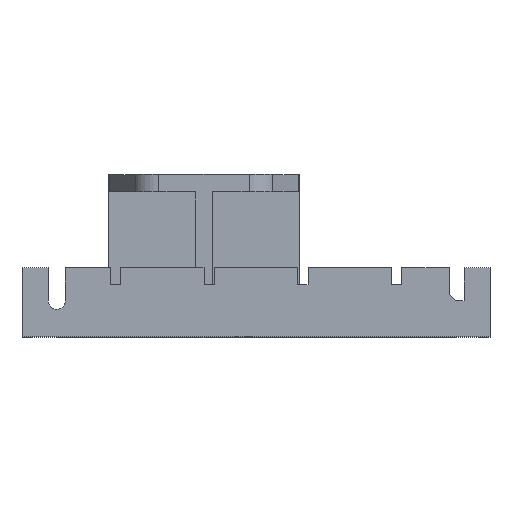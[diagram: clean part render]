
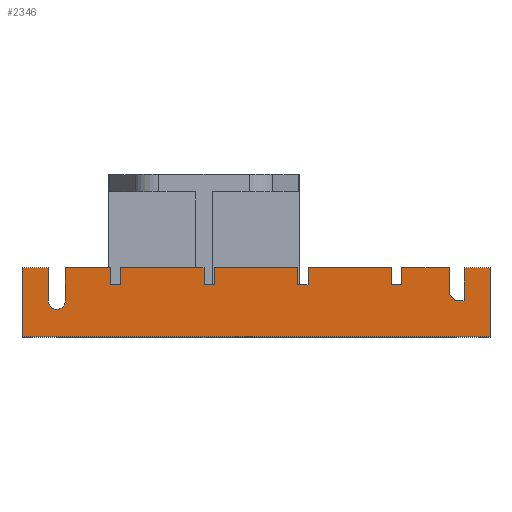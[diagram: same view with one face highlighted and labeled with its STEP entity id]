
A CAD part, top view. The second image highlights one B-rep face of the part: STEP entity #2346.
In plain terms, the highlighted planar face has unit normal (0, 0, 1).
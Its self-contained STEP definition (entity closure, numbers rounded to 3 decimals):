
#145=FACE_OUTER_BOUND('',#270,.T.);
#270=EDGE_LOOP('',(#1997,#1998,#1999,#2000,#2001,#2002,#2003,#2004,#2005,
#2006,#2007,#2008,#2009,#2010,#2011,#2012,#2013,#2014,#2015,#2016,#2017,
#2018,#2019,#2020,#2021,#2022,#2023,#2024,#2025));
#459=LINE('',#3514,#757);
#488=LINE('',#3572,#786);
#493=LINE('',#3582,#791);
#495=LINE('',#3588,#793);
#499=LINE('',#3594,#797);
#503=LINE('',#3603,#801);
#505=LINE('',#3609,#803);
#509=LINE('',#3615,#807);
#511=LINE('',#3621,#809);
#517=LINE('',#3633,#815);
#519=LINE('',#3636,#817);
#523=LINE('',#3645,#821);
#525=LINE('',#3651,#823);
#529=LINE('',#3657,#827);
#532=LINE('',#3663,#830);
#533=LINE('',#3666,#831);
#537=LINE('',#3672,#835);
#539=LINE('',#3675,#837);
#540=LINE('',#3677,#838);
#566=LINE('',#3795,#864);
#567=LINE('',#3797,#865);
#568=LINE('',#3799,#866);
#569=LINE('',#3801,#867);
#570=LINE('',#3803,#868);
#571=LINE('',#3805,#869);
#572=LINE('',#3807,#870);
#573=LINE('',#3809,#871);
#574=LINE('',#3810,#872);
#757=VECTOR('',#2860,10.);
#786=VECTOR('',#2903,10.);
#791=VECTOR('',#2910,10.);
#793=VECTOR('',#2914,10.);
#797=VECTOR('',#2920,10.);
#801=VECTOR('',#2926,10.);
#803=VECTOR('',#2930,10.);
#807=VECTOR('',#2936,10.);
#809=VECTOR('',#2940,10.);
#815=VECTOR('',#2948,10.);
#817=VECTOR('',#2952,10.);
#821=VECTOR('',#2958,10.);
#823=VECTOR('',#2962,10.);
#827=VECTOR('',#2968,10.);
#830=VECTOR('',#2973,10.);
#831=VECTOR('',#2976,10.);
#835=VECTOR('',#2982,10.);
#837=VECTOR('',#2986,10.);
#838=VECTOR('',#2989,10.);
#864=VECTOR('',#3047,10.);
#865=VECTOR('',#3050,10.);
#866=VECTOR('',#3053,10.);
#867=VECTOR('',#3056,10.);
#868=VECTOR('',#3057,10.);
#869=VECTOR('',#3058,10.);
#870=VECTOR('',#3059,10.);
#871=VECTOR('',#3060,10.);
#872=VECTOR('',#3061,10.);
#919=CIRCLE('',#2500,2.5);
#1066=VERTEX_POINT('',#3511);
#1067=VERTEX_POINT('',#3513);
#1088=VERTEX_POINT('',#3569);
#1089=VERTEX_POINT('',#3571);
#1090=VERTEX_POINT('',#3575);
#1093=VERTEX_POINT('',#3580);
#1095=VERTEX_POINT('',#3585);
#1096=VERTEX_POINT('',#3587);
#1098=VERTEX_POINT('',#3596);
#1101=VERTEX_POINT('',#3601);
#1103=VERTEX_POINT('',#3606);
#1104=VERTEX_POINT('',#3608);
#1107=VERTEX_POINT('',#3618);
#1108=VERTEX_POINT('',#3620);
#1110=VERTEX_POINT('',#3626);
#1113=VERTEX_POINT('',#3631);
#1114=VERTEX_POINT('',#3638);
#1117=VERTEX_POINT('',#3643);
#1119=VERTEX_POINT('',#3648);
#1120=VERTEX_POINT('',#3650);
#1123=VERTEX_POINT('',#3661);
#1124=VERTEX_POINT('',#3665);
#1137=VERTEX_POINT('',#3787);
#1138=VERTEX_POINT('',#3789);
#1139=VERTEX_POINT('',#3793);
#1140=VERTEX_POINT('',#3802);
#1141=VERTEX_POINT('',#3804);
#1142=VERTEX_POINT('',#3806);
#1143=VERTEX_POINT('',#3808);
#1340=EDGE_CURVE('',#1066,#1067,#459,.T.);
#1371=EDGE_CURVE('',#1089,#1088,#488,.T.);
#1376=EDGE_CURVE('',#1093,#1090,#493,.T.);
#1378=EDGE_CURVE('',#1095,#1096,#495,.T.);
#1382=EDGE_CURVE('',#1096,#1093,#499,.T.);
#1386=EDGE_CURVE('',#1101,#1098,#503,.T.);
#1388=EDGE_CURVE('',#1103,#1104,#505,.T.);
#1392=EDGE_CURVE('',#1104,#1101,#509,.T.);
#1394=EDGE_CURVE('',#1107,#1108,#511,.T.);
#1400=EDGE_CURVE('',#1113,#1110,#517,.T.);
#1402=EDGE_CURVE('',#1108,#1113,#519,.T.);
#1406=EDGE_CURVE('',#1117,#1114,#523,.T.);
#1408=EDGE_CURVE('',#1119,#1120,#525,.T.);
#1412=EDGE_CURVE('',#1120,#1117,#529,.T.);
#1415=EDGE_CURVE('',#1119,#1123,#532,.T.);
#1416=EDGE_CURVE('',#1124,#1110,#533,.T.);
#1420=EDGE_CURVE('',#1103,#1114,#537,.T.);
#1422=EDGE_CURVE('',#1095,#1098,#539,.T.);
#1423=EDGE_CURVE('',#1107,#1090,#540,.T.);
#1453=EDGE_CURVE('',#1137,#1138,#919,.T.);
#1456=EDGE_CURVE('',#1139,#1137,#566,.T.);
#1457=EDGE_CURVE('',#1138,#1123,#567,.T.);
#1458=EDGE_CURVE('',#1139,#1067,#568,.T.);
#1459=EDGE_CURVE('',#1066,#1089,#569,.T.);
#1460=EDGE_CURVE('',#1088,#1140,#570,.T.);
#1461=EDGE_CURVE('',#1141,#1140,#571,.T.);
#1462=EDGE_CURVE('',#1142,#1141,#572,.T.);
#1463=EDGE_CURVE('',#1143,#1142,#573,.T.);
#1464=EDGE_CURVE('',#1124,#1143,#574,.T.);
#1997=ORIENTED_EDGE('',*,*,#1376,.F.);
#1998=ORIENTED_EDGE('',*,*,#1382,.F.);
#1999=ORIENTED_EDGE('',*,*,#1378,.F.);
#2000=ORIENTED_EDGE('',*,*,#1422,.T.);
#2001=ORIENTED_EDGE('',*,*,#1386,.F.);
#2002=ORIENTED_EDGE('',*,*,#1392,.F.);
#2003=ORIENTED_EDGE('',*,*,#1388,.F.);
#2004=ORIENTED_EDGE('',*,*,#1420,.T.);
#2005=ORIENTED_EDGE('',*,*,#1406,.F.);
#2006=ORIENTED_EDGE('',*,*,#1412,.F.);
#2007=ORIENTED_EDGE('',*,*,#1408,.F.);
#2008=ORIENTED_EDGE('',*,*,#1415,.T.);
#2009=ORIENTED_EDGE('',*,*,#1457,.F.);
#2010=ORIENTED_EDGE('',*,*,#1453,.F.);
#2011=ORIENTED_EDGE('',*,*,#1456,.F.);
#2012=ORIENTED_EDGE('',*,*,#1458,.T.);
#2013=ORIENTED_EDGE('',*,*,#1340,.F.);
#2014=ORIENTED_EDGE('',*,*,#1459,.T.);
#2015=ORIENTED_EDGE('',*,*,#1371,.T.);
#2016=ORIENTED_EDGE('',*,*,#1460,.T.);
#2017=ORIENTED_EDGE('',*,*,#1461,.F.);
#2018=ORIENTED_EDGE('',*,*,#1462,.F.);
#2019=ORIENTED_EDGE('',*,*,#1463,.F.);
#2020=ORIENTED_EDGE('',*,*,#1464,.F.);
#2021=ORIENTED_EDGE('',*,*,#1416,.T.);
#2022=ORIENTED_EDGE('',*,*,#1400,.F.);
#2023=ORIENTED_EDGE('',*,*,#1402,.F.);
#2024=ORIENTED_EDGE('',*,*,#1394,.F.);
#2025=ORIENTED_EDGE('',*,*,#1423,.T.);
#2238=PLANE('',#2504);
#2346=ADVANCED_FACE('',(#145),#2238,.F.);
#2500=AXIS2_PLACEMENT_3D('',#3790,#3041,#3042);
#2504=AXIS2_PLACEMENT_3D('',#3800,#3054,#3055);
#2860=DIRECTION('',(0.,1.,0.));
#2903=DIRECTION('',(0.,1.,0.));
#2910=DIRECTION('',(0.,1.,0.));
#2914=DIRECTION('',(0.,-1.,0.));
#2920=DIRECTION('',(1.,0.,0.));
#2926=DIRECTION('',(0.,1.,0.));
#2930=DIRECTION('',(0.,-1.,0.));
#2936=DIRECTION('',(1.,0.,0.));
#2940=DIRECTION('',(0.,-1.,0.));
#2948=DIRECTION('',(0.,1.,0.));
#2952=DIRECTION('',(1.,0.,0.));
#2958=DIRECTION('',(0.,1.,0.));
#2962=DIRECTION('',(0.,-1.,0.));
#2968=DIRECTION('',(1.,0.,0.));
#2973=DIRECTION('',(-1.,0.,0.));
#2976=DIRECTION('',(-1.,0.,0.));
#2982=DIRECTION('',(-1.,0.,0.));
#2986=DIRECTION('',(-1.,0.,0.));
#2989=DIRECTION('',(-1.,0.,0.));
#3041=DIRECTION('center_axis',(0.,0.,1.));
#3042=DIRECTION('ref_axis',(1.,0.,0.));
#3047=DIRECTION('',(0.,-1.,0.));
#3050=DIRECTION('',(0.,1.,0.));
#3053=DIRECTION('',(-1.,0.,0.));
#3054=DIRECTION('center_axis',(0.,0.,-1.));
#3055=DIRECTION('ref_axis',(1.,0.,0.));
#3056=DIRECTION('',(1.,0.,0.));
#3057=DIRECTION('',(-1.,0.,0.));
#3058=DIRECTION('',(0.,1.,0.));
#3059=DIRECTION('',(1.,0.,0.));
#3060=DIRECTION('',(0.684,-0.73,0.));
#3061=DIRECTION('',(0.,-1.,0.));
#3511=CARTESIAN_POINT('',(-25.,-79.,246.3));
#3513=CARTESIAN_POINT('',(-25.,-59.,246.3));
#3514=CARTESIAN_POINT('',(-25.,-74.,246.3));
#3569=CARTESIAN_POINT('',(110.,-59.,246.3));
#3571=CARTESIAN_POINT('',(110.,-79.,246.3));
#3572=CARTESIAN_POINT('',(110.,-74.,246.3));
#3575=CARTESIAN_POINT('',(57.5,-59.,246.3));
#3580=CARTESIAN_POINT('',(57.5,-64.,246.3));
#3582=CARTESIAN_POINT('',(57.5,-67.75,246.3));
#3585=CARTESIAN_POINT('',(54.5,-59.,246.3));
#3587=CARTESIAN_POINT('',(54.5,-64.,246.3));
#3588=CARTESIAN_POINT('',(54.5,-67.75,246.3));
#3594=CARTESIAN_POINT('',(18.,-64.,246.3));
#3596=CARTESIAN_POINT('',(30.5,-59.,246.3));
#3601=CARTESIAN_POINT('',(30.5,-64.,246.3));
#3603=CARTESIAN_POINT('',(30.5,-67.75,246.3));
#3606=CARTESIAN_POINT('',(27.5,-59.,246.3));
#3608=CARTESIAN_POINT('',(27.5,-64.,246.3));
#3609=CARTESIAN_POINT('',(27.5,-67.75,246.3));
#3615=CARTESIAN_POINT('',(4.5,-64.,246.3));
#3618=CARTESIAN_POINT('',(81.5,-59.,246.3));
#3620=CARTESIAN_POINT('',(81.5,-64.,246.3));
#3621=CARTESIAN_POINT('',(81.5,-67.75,246.3));
#3626=CARTESIAN_POINT('',(84.5,-59.,246.3));
#3631=CARTESIAN_POINT('',(84.5,-64.,246.3));
#3633=CARTESIAN_POINT('',(84.5,-67.75,246.3));
#3636=CARTESIAN_POINT('',(31.5,-64.,246.3));
#3638=CARTESIAN_POINT('',(3.5,-59.,246.3));
#3643=CARTESIAN_POINT('',(3.5,-64.,246.3));
#3645=CARTESIAN_POINT('',(3.5,-67.75,246.3));
#3648=CARTESIAN_POINT('',(0.5,-59.,246.3));
#3650=CARTESIAN_POINT('',(0.5,-64.,246.3));
#3651=CARTESIAN_POINT('',(0.5,-67.75,246.3));
#3657=CARTESIAN_POINT('',(-9.,-64.,246.3));
#3661=CARTESIAN_POINT('',(-12.5,-59.,246.3));
#3663=CARTESIAN_POINT('',(110.,-59.,246.3));
#3665=CARTESIAN_POINT('',(98.29,-59.,246.3));
#3666=CARTESIAN_POINT('',(110.,-59.,246.3));
#3672=CARTESIAN_POINT('',(110.,-59.,246.3));
#3675=CARTESIAN_POINT('',(110.,-59.,246.3));
#3677=CARTESIAN_POINT('',(110.,-59.,246.3));
#3787=CARTESIAN_POINT('',(-17.5,-68.5,246.3));
#3789=CARTESIAN_POINT('',(-12.5,-68.5,246.3));
#3790=CARTESIAN_POINT('Origin',(-15.,-68.5,246.3));
#3793=CARTESIAN_POINT('',(-17.5,-59.,246.3));
#3795=CARTESIAN_POINT('',(-17.5,-72.5,246.3));
#3797=CARTESIAN_POINT('',(-12.5,-67.75,246.3));
#3799=CARTESIAN_POINT('',(110.,-59.,246.3));
#3800=CARTESIAN_POINT('Origin',(-20.,-76.5,246.3));
#3801=CARTESIAN_POINT('',(-15.,-79.,246.3));
#3802=CARTESIAN_POINT('',(102.5,-59.,246.3));
#3803=CARTESIAN_POINT('',(110.,-59.,246.3));
#3804=CARTESIAN_POINT('',(102.5,-68.5,246.3));
#3805=CARTESIAN_POINT('',(102.5,-67.75,246.3));
#3806=CARTESIAN_POINT('',(100.,-68.5,246.3));
#3807=CARTESIAN_POINT('',(41.25,-68.5,246.3));
#3808=CARTESIAN_POINT('',(98.29,-66.676,246.3));
#3809=CARTESIAN_POINT('',(73.93,-40.691,246.3));
#3810=CARTESIAN_POINT('',(98.29,-71.588,246.3));
